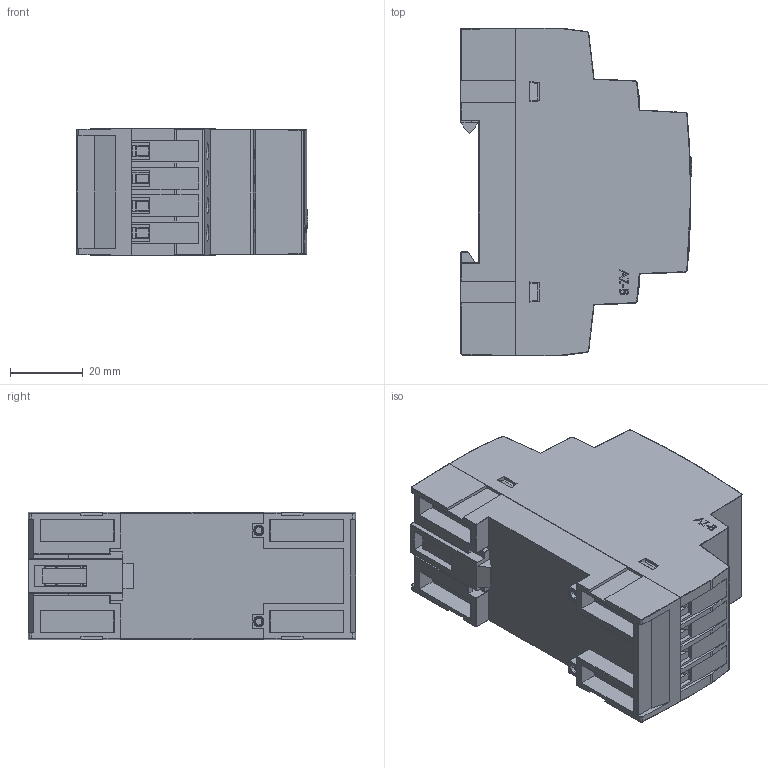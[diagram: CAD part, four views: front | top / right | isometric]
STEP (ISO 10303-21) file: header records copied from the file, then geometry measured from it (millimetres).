
FILE_DESCRIPTION(('STEP AP242'), '1');
FILE_NAME('AZ-B 鼁闉罻', '', ('UNSPECIFIED'), ('UNSPECIFIED'), 'C3D Converter', 'C3D Toolkit', '');
FILE_SCHEMA(('AP242_MANAGED_MODEL_BASED_3D_ENGINEERING_MIM_LF { 1 0 10303 442 1 1 4 }'));
Length unit declared in the file: millimetre
Assembly tree (13 placements, depth 3):
  (unnamed)
    (unnamed)
      (unnamed)
    (unnamed)
    (unnamed)
    (unnamed)
    (unnamed)
    (unnamed)  x3
      (unnamed)
    (unnamed)
    (unnamed)
Bounding box: 63.48 x 90 x 35 mm (x, y, z)
Volume: 42286.5 mm3; surface area: 47501.8 mm2
Topology: 25 solids, 25 shells, 1326 faces, 3353 edges, 2101 vertices
Faces by surface type: plane 718, cylinder 241, extrusion 160, bspline 133, cone 33, sphere 22, torus 19
Full cylindrical faces by diameter (mm): 2 x6, 3.5 x6, 4.5 x8, 5.5 x1, 6.5 x1
Entity records: 85297 total; most frequent: CARTESIAN_POINT 57497, ORIENTED_EDGE 5794, DIRECTION 4536, EDGE_CURVE 2897, VECTOR 2026, LINE 1866, VERTEX_POINT 1831, AXIS2_PLACEMENT_3D 1255
